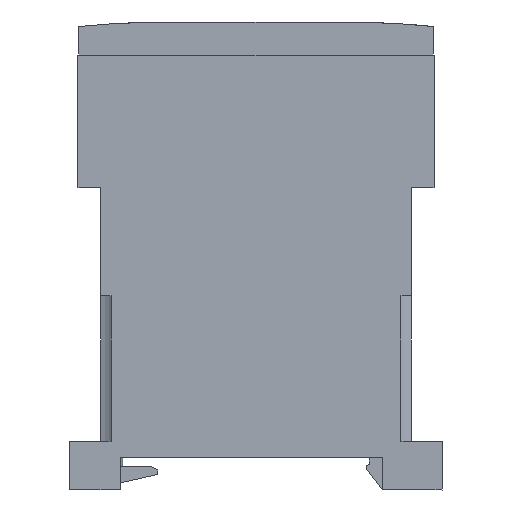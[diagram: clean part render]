
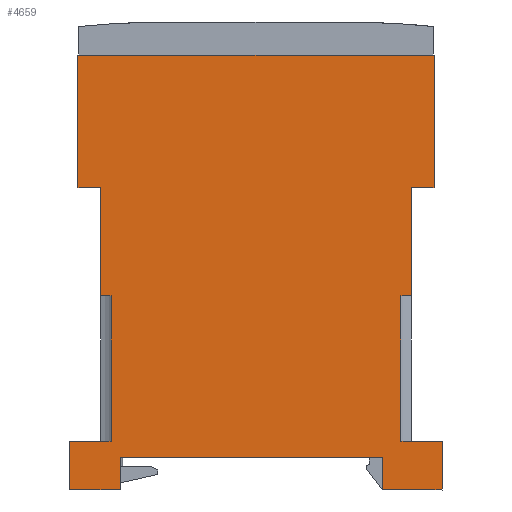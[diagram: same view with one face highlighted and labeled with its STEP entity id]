
A CAD part, left-side view. The second image highlights one B-rep face of the part: STEP entity #4659.
In plain terms, the highlighted planar face has unit normal (-1, 0, 0).
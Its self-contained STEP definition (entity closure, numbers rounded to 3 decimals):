
#2080=PLANE('',#11328);
#2499=LINE('',#16297,#3530);
#2620=LINE('',#16733,#3652);
#2623=LINE('',#16739,#3655);
#2641=LINE('',#16783,#3673);
#2649=LINE('',#16801,#3681);
#2712=LINE('',#16944,#3744);
#2729=LINE('',#16976,#3761);
#2730=LINE('',#16978,#3762);
#2733=LINE('',#16984,#3765);
#2741=LINE('',#16998,#3773);
#2747=LINE('',#17009,#3779);
#2751=LINE('',#17014,#3783);
#2757=LINE('',#17025,#3789);
#2950=LINE('',#17409,#3982);
#2958=LINE('',#17425,#3990);
#2959=LINE('',#17427,#3991);
#3143=LINE('',#17799,#4175);
#3159=LINE('',#17825,#4191);
#3161=LINE('',#17828,#4193);
#3175=LINE('',#17856,#4207);
#3530=VECTOR('',#12180,1.);
#3652=VECTOR('',#12442,1.);
#3655=VECTOR('',#12447,1.);
#3673=VECTOR('',#12483,1.);
#3681=VECTOR('',#12501,1.);
#3744=VECTOR('',#12604,1.);
#3761=VECTOR('',#12639,1.);
#3762=VECTOR('',#12642,1.);
#3765=VECTOR('',#12649,1.);
#3773=VECTOR('',#12663,1.);
#3779=VECTOR('',#12671,1.);
#3783=VECTOR('',#12677,1.);
#3789=VECTOR('',#12693,1.);
#3982=VECTOR('',#13008,1.);
#3990=VECTOR('',#13028,1.);
#3991=VECTOR('',#13031,1.);
#4175=VECTOR('',#13335,1.);
#4191=VECTOR('',#13363,1.);
#4193=VECTOR('',#13367,1.);
#4207=VECTOR('',#13405,1.);
#4659=ADVANCED_FACE('NONE',(#5213),#2080,.F.);
#5213=FACE_OUTER_BOUND('',#5719,.T.);
#5719=EDGE_LOOP('',(#8183,#8184,#8185,#8186,#8187,#8188,#8189,#8190,#8191,
#8192,#8193,#8194,#8195,#8196,#8197,#8198,#8199,#8200,#8201,#8202));
#8183=ORIENTED_EDGE('',*,*,#10352,.T.);
#8184=ORIENTED_EDGE('',*,*,#9849,.T.);
#8185=ORIENTED_EDGE('',*,*,#10554,.F.);
#8186=ORIENTED_EDGE('',*,*,#10552,.F.);
#8187=ORIENTED_EDGE('',*,*,#10536,.F.);
#8188=ORIENTED_EDGE('',*,*,#10022,.T.);
#8189=ORIENTED_EDGE('',*,*,#10031,.T.);
#8190=ORIENTED_EDGE('',*,*,#10130,.F.);
#8191=ORIENTED_EDGE('',*,*,#10120,.F.);
#8192=ORIENTED_EDGE('',*,*,#10116,.F.);
#8193=ORIENTED_EDGE('',*,*,#10115,.F.);
#8194=ORIENTED_EDGE('',*,*,#10569,.F.);
#8195=ORIENTED_EDGE('',*,*,#10098,.T.);
#8196=ORIENTED_EDGE('',*,*,#10140,.F.);
#8197=ORIENTED_EDGE('',*,*,#10136,.F.);
#8198=ORIENTED_EDGE('',*,*,#10149,.F.);
#8199=ORIENTED_EDGE('',*,*,#10001,.T.);
#8200=ORIENTED_EDGE('',*,*,#9998,.T.);
#8201=ORIENTED_EDGE('',*,*,#10343,.T.);
#8202=ORIENTED_EDGE('',*,*,#10351,.T.);
#8781=VERTEX_POINT('',#16296);
#8782=VERTEX_POINT('',#16298);
#8896=VERTEX_POINT('',#16732);
#8897=VERTEX_POINT('',#16734);
#8898=VERTEX_POINT('',#16738);
#8910=VERTEX_POINT('',#16773);
#8915=VERTEX_POINT('',#16782);
#8920=VERTEX_POINT('',#16800);
#8977=VERTEX_POINT('',#16938);
#8980=VERTEX_POINT('',#16943);
#8985=VERTEX_POINT('',#16973);
#8986=VERTEX_POINT('',#16975);
#8987=VERTEX_POINT('',#16979);
#8988=VERTEX_POINT('',#16985);
#8991=VERTEX_POINT('',#17003);
#8994=VERTEX_POINT('',#17008);
#9124=VERTEX_POINT('',#17408);
#9126=VERTEX_POINT('',#17424);
#9255=VERTEX_POINT('',#17800);
#9258=VERTEX_POINT('',#17824);
#9849=EDGE_CURVE('NONE',#8782,#8781,#2499,.T.);
#9998=EDGE_CURVE('NONE',#8897,#8896,#2620,.T.);
#10001=EDGE_CURVE('NONE',#8898,#8897,#2623,.T.);
#10022=EDGE_CURVE('NONE',#8910,#8915,#2641,.T.);
#10031=EDGE_CURVE('NONE',#8915,#8920,#2649,.T.);
#10098=EDGE_CURVE('NONE',#8977,#8980,#2712,.T.);
#10115=EDGE_CURVE('NONE',#8986,#8985,#2729,.T.);
#10116=EDGE_CURVE('NONE',#8985,#8987,#2730,.T.);
#10120=EDGE_CURVE('NONE',#8987,#8988,#2733,.T.);
#10130=EDGE_CURVE('NONE',#8988,#8920,#2741,.T.);
#10136=EDGE_CURVE('NONE',#8994,#8991,#2747,.T.);
#10140=EDGE_CURVE('NONE',#8991,#8980,#2751,.T.);
#10149=EDGE_CURVE('NONE',#8898,#8994,#2757,.T.);
#10343=EDGE_CURVE('NONE',#8896,#9124,#2950,.T.);
#10351=EDGE_CURVE('NONE',#9124,#9126,#2958,.T.);
#10352=EDGE_CURVE('NONE',#9126,#8782,#2959,.T.);
#10536=EDGE_CURVE('NONE',#8910,#9255,#3143,.T.);
#10552=EDGE_CURVE('NONE',#9255,#9258,#3159,.T.);
#10554=EDGE_CURVE('NONE',#9258,#8781,#3161,.T.);
#10569=EDGE_CURVE('NONE',#8977,#8986,#3175,.T.);
#11328=AXIS2_PLACEMENT_3D('',#17857,#13406,#13407);
#12180=DIRECTION('',(0.,1.,0.));
#12442=DIRECTION('',(0.,-1.,0.));
#12447=DIRECTION('',(0.,0.,1.));
#12483=DIRECTION('',(0.,-1.,0.));
#12501=DIRECTION('',(0.,0.,-1.));
#12604=DIRECTION('',(0.,0.,-1.));
#12639=DIRECTION('',(0.,0.,-1.));
#12642=DIRECTION('',(0.,1.,0.));
#12649=DIRECTION('',(0.,0.,1.));
#12663=DIRECTION('',(0.,-1.,0.));
#12671=DIRECTION('',(0.,0.,-1.));
#12677=DIRECTION('',(0.,1.,0.));
#12693=DIRECTION('',(0.,-1.,0.));
#13008=DIRECTION('',(0.,0.,1.));
#13028=DIRECTION('',(0.,-1.,0.));
#13031=DIRECTION('',(0.,0.,1.));
#13335=DIRECTION('',(0.,0.,1.));
#13363=DIRECTION('',(0.,1.,0.));
#13367=DIRECTION('',(0.,0.,1.));
#13405=DIRECTION('',(0.,1.,0.));
#13406=DIRECTION('',(1.,0.,0.));
#13407=DIRECTION('',(0.,0.,-1.));
#16296=CARTESIAN_POINT('',(0.,56.25,67.2));
#16297=CARTESIAN_POINT('',(0.,41.75,67.2));
#16298=CARTESIAN_POINT('',(0.,1.25,67.2));
#16732=CARTESIAN_POINT('',(0.,4.75,30.));
#16733=CARTESIAN_POINT('',(0.,41.75,30.));
#16734=CARTESIAN_POINT('',(0.,6.35,30.));
#16738=CARTESIAN_POINT('',(0.,6.35,7.5));
#16739=CARTESIAN_POINT('',(0.,6.35,-77.7));
#16773=CARTESIAN_POINT('',(0.,52.75,30.));
#16782=CARTESIAN_POINT('',(0.,51.15,30.));
#16783=CARTESIAN_POINT('',(0.,41.75,30.));
#16800=CARTESIAN_POINT('',(0.,51.15,7.5));
#16801=CARTESIAN_POINT('',(0.,51.15,-77.7));
#16938=CARTESIAN_POINT('',(0.,9.25,5.));
#16943=CARTESIAN_POINT('',(0.,9.25,0.));
#16944=CARTESIAN_POINT('',(0.,9.25,-77.7));
#16973=CARTESIAN_POINT('',(0.,49.75,0.));
#16975=CARTESIAN_POINT('',(0.,49.75,5.));
#16976=CARTESIAN_POINT('',(0.,49.75,1.1));
#16978=CARTESIAN_POINT('',(0.,57.5,0.));
#16979=CARTESIAN_POINT('',(0.,57.5,0.));
#16984=CARTESIAN_POINT('',(0.,57.5,7.5));
#16985=CARTESIAN_POINT('',(0.,57.5,7.5));
#16998=CARTESIAN_POINT('',(0.,57.5,7.5));
#17003=CARTESIAN_POINT('',(0.,0.,0.));
#17008=CARTESIAN_POINT('',(0.,0.,7.5));
#17009=CARTESIAN_POINT('',(0.,0.,0.));
#17014=CARTESIAN_POINT('',(0.,9.25,0.));
#17025=CARTESIAN_POINT('',(0.,57.5,7.5));
#17408=CARTESIAN_POINT('',(0.,4.75,46.7));
#17409=CARTESIAN_POINT('',(0.,4.75,7.5));
#17424=CARTESIAN_POINT('',(0.,1.25,46.7));
#17425=CARTESIAN_POINT('',(0.,4.75,46.7));
#17427=CARTESIAN_POINT('',(0.,1.25,46.7));
#17799=CARTESIAN_POINT('',(0.,52.75,7.5));
#17800=CARTESIAN_POINT('',(0.,52.75,46.7));
#17824=CARTESIAN_POINT('',(0.,56.25,46.7));
#17825=CARTESIAN_POINT('',(0.,52.75,46.7));
#17828=CARTESIAN_POINT('',(0.,56.25,46.7));
#17856=CARTESIAN_POINT('',(0.,11.25,5.));
#17857=CARTESIAN_POINT('',(0.,41.75,-77.7));
